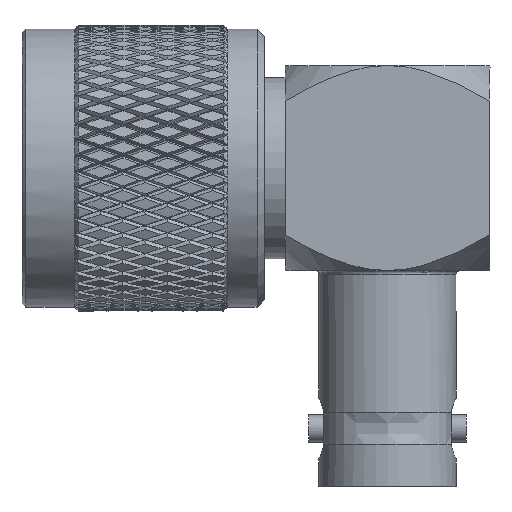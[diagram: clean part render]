
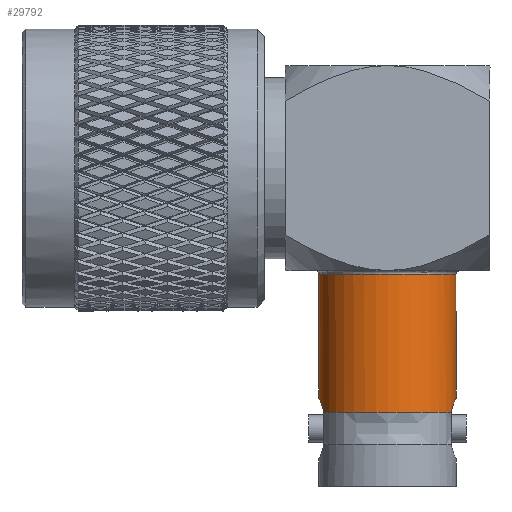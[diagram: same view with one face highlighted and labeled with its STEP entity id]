
A CAD part, top view. The second image highlights one B-rep face of the part: STEP entity #29792.
In plain terms, the highlighted cylindrical face has radius 4.801 mm (diameter 9.601 mm), a full revolution.
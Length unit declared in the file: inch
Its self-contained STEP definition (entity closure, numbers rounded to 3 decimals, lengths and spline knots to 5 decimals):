
#116 = ORIENTED_EDGE ( 'NONE', *, *, #66815, .T. ) ;
#574 = B_SPLINE_CURVE_WITH_KNOTS ( 'NONE', 3,
 ( #82663, #9561, #67749, #30761, #942, #1903, #46589, #60059, #30297, #16762, #31685, #59591, #75892, #23505 ),
 .UNSPECIFIED., .F., .F.,
 ( 4, 2, 2, 2, 2, 2, 4 ),
 ( 0., 0.125, 0.25, 0.375, 0.5, 0.75, 1. ),
 .UNSPECIFIED. ) ;
#942 = CARTESIAN_POINT ( 'NONE',  ( -0.18335, -0.64707, -0.04631 ) ) ;
#1152 = CARTESIAN_POINT ( 'NONE',  ( 0., -0.67311, 0. ) ) ;
#1903 = CARTESIAN_POINT ( 'NONE',  ( -0.18602, -0.64039, -0.03403 ) ) ;
#3320 = EDGE_CURVE ( 'NONE', #62290, #29892, #54825, .T. ) ;
#4556 = CARTESIAN_POINT ( 'NONE',  ( -0.1755, -0.67129, 0.07015 ) ) ;
#4568 = CARTESIAN_POINT ( 'NONE',  ( 0.18204, -0.65035, -0.05232 ) ) ;
#6788 = DIRECTION ( 'NONE',  ( 0., 0., 1. ) ) ;
#7069 = CARTESIAN_POINT ( 'NONE',  ( 0.1755, -0.7175, 0.07015 ) ) ;
#7513 = VECTOR ( 'NONE', #35010, 39.37008 ) ;
#7790 = FACE_OUTER_BOUND ( 'NONE', #17423, .T. ) ;
#8343 = DIRECTION ( 'NONE',  ( -1., 0., 0. ) ) ;
#9561 = CARTESIAN_POINT ( 'NONE',  ( -0.177, -0.66558, -0.06639 ) ) ;
#9898 = VERTEX_POINT ( 'NONE', #94398 ) ;
#9982 = B_SPLINE_CURVE_WITH_KNOTS ( 'NONE', 3,
 ( #78566, #12711, #79045, #11780, #18949, #40653, #41605, #41131, #42080, #92525, #70430, #4568, #56941, #26651 ),
 .UNSPECIFIED., .F., .F.,
 ( 4, 2, 2, 2, 2, 2, 4 ),
 ( 0., 0.125, 0.25, 0.375, 0.5, 0.75, 1. ),
 .UNSPECIFIED. ) ;
#10093 = ORIENTED_EDGE ( 'NONE', *, *, #49776, .T. ) ;
#11780 = CARTESIAN_POINT ( 'NONE',  ( 0.18184, -0.65103, 0.05182 ) ) ;
#12424 = CARTESIAN_POINT ( 'NONE',  ( 0.1755, 1.23123, -0.07015 ) ) ;
#12711 = CARTESIAN_POINT ( 'NONE',  ( 0.177, -0.66558, 0.06639 ) ) ;
#13150 = VERTEX_POINT ( 'NONE', #4556 ) ;
#14871 = CIRCLE ( 'NONE', #25646, 0.189 ) ;
#15447 = CARTESIAN_POINT ( 'NONE',  ( 0., 0.25207, 0. ) ) ;
#16383 = CARTESIAN_POINT ( 'NONE',  ( -0.1755, -0.67311, -0.07015 ) ) ;
#16762 = CARTESIAN_POINT ( 'NONE',  ( -0.189, -0.6335, 0.01405 ) ) ;
#17423 = EDGE_LOOP ( 'NONE', ( #72639 ) ) ;
#18144 = VERTEX_POINT ( 'NONE', #24330 ) ;
#18949 = CARTESIAN_POINT ( 'NONE',  ( 0.18335, -0.64707, 0.04631 ) ) ;
#21697 = EDGE_CURVE ( 'NONE', #9898, #13150, #574, .T. ) ;
#21810 = VECTOR ( 'NONE', #49512, 39.37008 ) ;
#23445 = CIRCLE ( 'NONE', #89500, 0.189 ) ;
#23505 = CARTESIAN_POINT ( 'NONE',  ( -0.1755, -0.67129, 0.07015 ) ) ;
#24330 = CARTESIAN_POINT ( 'NONE',  ( 0.1755, -0.67311, 0.07015 ) ) ;
#25218 = ORIENTED_EDGE ( 'NONE', *, *, #21697, .T. ) ;
#25311 = CARTESIAN_POINT ( 'NONE',  ( -0.1755, 1.23123, 0.07015 ) ) ;
#25646 = AXIS2_PLACEMENT_3D ( 'NONE', #65188, #88276, #50796 ) ;
#26651 = CARTESIAN_POINT ( 'NONE',  ( 0.1755, -0.67129, -0.07015 ) ) ;
#27300 = LINE ( 'NONE', #12424, #7513 ) ;
#27323 = EDGE_LOOP ( 'NONE', ( #27761, #10093, #83874, #116, #40094, #39495, #25218, #48449 ) ) ;
#27761 = ORIENTED_EDGE ( 'NONE', *, *, #89265, .T. ) ;
#28459 = EDGE_CURVE ( 'NONE', #29892, #9898, #93736, .T. ) ;
#29792 = ADVANCED_FACE ( 'NONE', ( #7790, #57791 ), #50608, .T. ) ;
#29892 = VERTEX_POINT ( 'NONE', #16383 ) ;
#30297 = CARTESIAN_POINT ( 'NONE',  ( -0.189, -0.6335, -0.00703 ) ) ;
#30761 = CARTESIAN_POINT ( 'NONE',  ( -0.18184, -0.65103, -0.05182 ) ) ;
#31491 = VECTOR ( 'NONE', #36415, 39.37008 ) ;
#31685 = CARTESIAN_POINT ( 'NONE',  ( -0.18733, -0.63711, 0.02801 ) ) ;
#32473 = AXIS2_PLACEMENT_3D ( 'NONE', #15447, #43390, #88085 ) ;
#35010 = DIRECTION ( 'NONE',  ( 0., -1., 0. ) ) ;
#36415 = DIRECTION ( 'NONE',  ( 0., 1., 0. ) ) ;
#38330 = EDGE_CURVE ( 'NONE', #49045, #49045, #23445, .T. ) ;
#39495 = ORIENTED_EDGE ( 'NONE', *, *, #28459, .T. ) ;
#40094 = ORIENTED_EDGE ( 'NONE', *, *, #3320, .T. ) ;
#40218 = CARTESIAN_POINT ( 'NONE',  ( 0.1755, -0.67129, 0.07015 ) ) ;
#40653 = CARTESIAN_POINT ( 'NONE',  ( 0.18602, -0.64039, 0.03403 ) ) ;
#41131 = CARTESIAN_POINT ( 'NONE',  ( 0.18861, -0.63438, 0.014 ) ) ;
#41605 = CARTESIAN_POINT ( 'NONE',  ( 0.18709, -0.63787, 0.02766 ) ) ;
#42080 = CARTESIAN_POINT ( 'NONE',  ( 0.189, -0.6335, 0.00703 ) ) ;
#42805 = CARTESIAN_POINT ( 'NONE',  ( -0.1755, 1.23123, -0.07015 ) ) ;
#43390 = DIRECTION ( 'NONE',  ( 0., -1., 0. ) ) ;
#46589 = CARTESIAN_POINT ( 'NONE',  ( -0.18709, -0.63787, -0.02766 ) ) ;
#48449 = ORIENTED_EDGE ( 'NONE', *, *, #58009, .T. ) ;
#49045 = VERTEX_POINT ( 'NONE', #79801 ) ;
#49512 = DIRECTION ( 'NONE',  ( 0., 1., 0. ) ) ;
#49776 = EDGE_CURVE ( 'NONE', #18144, #66294, #93140, .T. ) ;
#50608 = CYLINDRICAL_SURFACE ( 'NONE', #32473, 0.189 ) ;
#50796 = DIRECTION ( 'NONE',  ( -1., 0., 0. ) ) ;
#53080 = CARTESIAN_POINT ( 'NONE',  ( 0.1755, -0.67129, -0.07015 ) ) ;
#54825 = CIRCLE ( 'NONE', #57892, 0.189 ) ;
#56941 = CARTESIAN_POINT ( 'NONE',  ( 0.17851, -0.65988, -0.06263 ) ) ;
#57739 = DIRECTION ( 'NONE',  ( 0., -1., 0. ) ) ;
#57791 = FACE_OUTER_BOUND ( 'NONE', #27323, .T. ) ;
#57892 = AXIS2_PLACEMENT_3D ( 'NONE', #1152, #80989, #8343 ) ;
#58009 = EDGE_CURVE ( 'NONE', #13150, #72781, #65534, .T. ) ;
#59591 = CARTESIAN_POINT ( 'NONE',  ( -0.18204, -0.65035, 0.05232 ) ) ;
#60059 = CARTESIAN_POINT ( 'NONE',  ( -0.18861, -0.63438, -0.014 ) ) ;
#62290 = VERTEX_POINT ( 'NONE', #93829 ) ;
#63524 = CARTESIAN_POINT ( 'NONE',  ( 0., -0.2925, 0. ) ) ;
#63735 = DIRECTION ( 'NONE',  ( 0., -1., 0. ) ) ;
#65188 = CARTESIAN_POINT ( 'NONE',  ( 0., -0.67311, 0. ) ) ;
#65534 = LINE ( 'NONE', #25311, #67083 ) ;
#66294 = VERTEX_POINT ( 'NONE', #40218 ) ;
#66815 = EDGE_CURVE ( 'NONE', #87997, #62290, #27300, .T. ) ;
#67083 = VECTOR ( 'NONE', #63735, 39.37008 ) ;
#67749 = CARTESIAN_POINT ( 'NONE',  ( -0.17863, -0.66038, -0.06197 ) ) ;
#70430 = CARTESIAN_POINT ( 'NONE',  ( 0.18733, -0.63711, -0.02801 ) ) ;
#72639 = ORIENTED_EDGE ( 'NONE', *, *, #38330, .T. ) ;
#72781 = VERTEX_POINT ( 'NONE', #79832 ) ;
#75892 = CARTESIAN_POINT ( 'NONE',  ( -0.17851, -0.65988, 0.06263 ) ) ;
#78566 = CARTESIAN_POINT ( 'NONE',  ( 0.1755, -0.67129, 0.07015 ) ) ;
#79045 = CARTESIAN_POINT ( 'NONE',  ( 0.17863, -0.66038, 0.06197 ) ) ;
#79801 = CARTESIAN_POINT ( 'NONE',  ( 0., -0.2925, 0.189 ) ) ;
#79832 = CARTESIAN_POINT ( 'NONE',  ( -0.1755, -0.67311, 0.07015 ) ) ;
#80989 = DIRECTION ( 'NONE',  ( 0., 1., 0. ) ) ;
#82663 = CARTESIAN_POINT ( 'NONE',  ( -0.1755, -0.67129, -0.07015 ) ) ;
#83874 = ORIENTED_EDGE ( 'NONE', *, *, #84803, .T. ) ;
#84803 = EDGE_CURVE ( 'NONE', #66294, #87997, #9982, .T. ) ;
#87997 = VERTEX_POINT ( 'NONE', #53080 ) ;
#88085 = DIRECTION ( 'NONE',  ( 0., 0., -1. ) ) ;
#88276 = DIRECTION ( 'NONE',  ( 0., 1., 0. ) ) ;
#89265 = EDGE_CURVE ( 'NONE', #72781, #18144, #14871, .T. ) ;
#89500 = AXIS2_PLACEMENT_3D ( 'NONE', #63524, #57739, #6788 ) ;
#92525 = CARTESIAN_POINT ( 'NONE',  ( 0.189, -0.6335, -0.01405 ) ) ;
#93140 = LINE ( 'NONE', #7069, #31491 ) ;
#93736 = LINE ( 'NONE', #42805, #21810 ) ;
#93829 = CARTESIAN_POINT ( 'NONE',  ( 0.1755, -0.67311, -0.07015 ) ) ;
#94398 = CARTESIAN_POINT ( 'NONE',  ( -0.1755, -0.67129, -0.07015 ) ) ;
